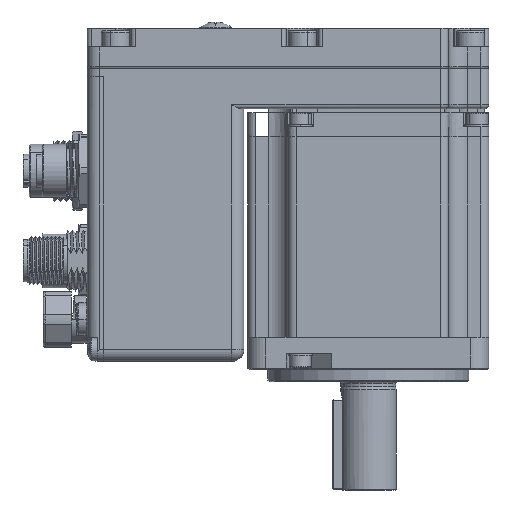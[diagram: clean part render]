
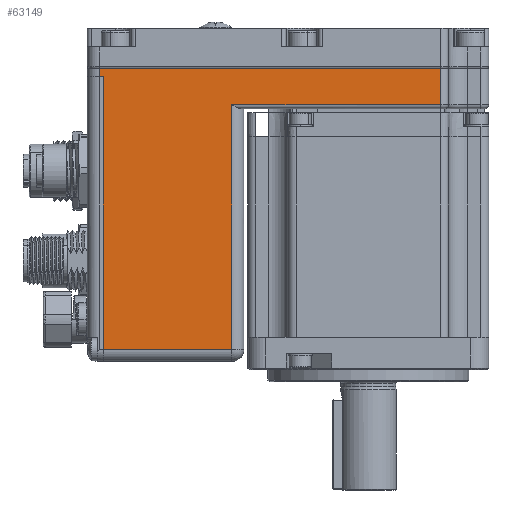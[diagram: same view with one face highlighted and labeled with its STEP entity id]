
A CAD part, front view. The second image highlights one B-rep face of the part: STEP entity #63149.
In plain terms, the highlighted planar face has unit normal (0, -1, 0).
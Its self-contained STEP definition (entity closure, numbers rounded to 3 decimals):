
#193 = CARTESIAN_POINT ( 'NONE',  ( 5.433, -30.734, 103.5 ) ) ;
#775 = EDGE_LOOP ( 'NONE', ( #2897, #24118, #60979, #42207, #27793, #16862, #30706, #61414 ) ) ;
#1072 = VERTEX_POINT ( 'NONE', #88251 ) ;
#1516 = VECTOR ( 'NONE', #27648, 1000. ) ;
#2726 = LINE ( 'NONE', #193, #45637 ) ;
#2897 = ORIENTED_EDGE ( 'NONE', *, *, #43232, .T. ) ;
#4603 = DIRECTION ( 'NONE',  ( 0., 1., 0. ) ) ;
#5398 = CARTESIAN_POINT ( 'NONE',  ( -26.567, -30.734, 101.5 ) ) ;
#7263 = FACE_OUTER_BOUND ( 'NONE', #775, .T. ) ;
#9270 = VERTEX_POINT ( 'NONE', #73246 ) ;
#9788 = EDGE_CURVE ( 'NONE', #56226, #40134, #56815, .T. ) ;
#10455 = DIRECTION ( 'NONE',  ( -1., 0., 0. ) ) ;
#10860 = CARTESIAN_POINT ( 'NONE',  ( 57.433, -30.734, 103.5 ) ) ;
#16862 = ORIENTED_EDGE ( 'NONE', *, *, #61426, .F. ) ;
#20718 = EDGE_CURVE ( 'NONE', #75940, #49915, #34072, .T. ) ;
#21771 = LINE ( 'NONE', #95418, #1516 ) ;
#24118 = ORIENTED_EDGE ( 'NONE', *, *, #42449, .T. ) ;
#25883 = DIRECTION ( 'NONE',  ( 1., 0., 0. ) ) ;
#26830 = CARTESIAN_POINT ( 'NONE',  ( 34.261, -30.734, 101.5 ) ) ;
#27648 = DIRECTION ( 'NONE',  ( 1., 0., 0. ) ) ;
#27793 = ORIENTED_EDGE ( 'NONE', *, *, #76594, .T. ) ;
#27868 = DIRECTION ( 'NONE',  ( 0., 0., 1. ) ) ;
#29657 = VECTOR ( 'NONE', #55351, 1000. ) ;
#30706 = ORIENTED_EDGE ( 'NONE', *, *, #20718, .F. ) ;
#34072 = LINE ( 'NONE', #80647, #93515 ) ;
#35903 = DIRECTION ( 'NONE',  ( 0., 0., 1. ) ) ;
#38686 = EDGE_CURVE ( 'NONE', #9270, #56226, #80824, .T. ) ;
#40134 = VERTEX_POINT ( 'NONE', #97363 ) ;
#40708 = CARTESIAN_POINT ( 'NONE',  ( 5.433, -30.734, 94.5 ) ) ;
#40933 = VECTOR ( 'NONE', #10455, 1000. ) ;
#42207 = ORIENTED_EDGE ( 'NONE', *, *, #38686, .F. ) ;
#42449 = EDGE_CURVE ( 'NONE', #65993, #40134, #87733, .T. ) ;
#43227 = CARTESIAN_POINT ( 'NONE',  ( 69.433, -30.734, 103.5 ) ) ;
#43232 = EDGE_CURVE ( 'NONE', #1072, #65993, #2726, .T. ) ;
#43325 = LINE ( 'NONE', #49484, #57631 ) ;
#45637 = VECTOR ( 'NONE', #63122, 1000. ) ;
#45920 = VERTEX_POINT ( 'NONE', #89174 ) ;
#49484 = CARTESIAN_POINT ( 'NONE',  ( -27.567, -30.734, 103.5 ) ) ;
#49915 = VERTEX_POINT ( 'NONE', #5398 ) ;
#51291 = CARTESIAN_POINT ( 'NONE',  ( -26.567, -30.734, 33.5 ) ) ;
#53247 = VECTOR ( 'NONE', #80352, 1000. ) ;
#55351 = DIRECTION ( 'NONE',  ( 1., 0., 0. ) ) ;
#56226 = VERTEX_POINT ( 'NONE', #85212 ) ;
#56439 = CARTESIAN_POINT ( 'NONE',  ( 9.433, -30.734, 103.5 ) ) ;
#56815 = LINE ( 'NONE', #10860, #53247 ) ;
#57372 = CARTESIAN_POINT ( 'NONE',  ( 69.433, -30.734, 94.5 ) ) ;
#57631 = VECTOR ( 'NONE', #80695, 1000. ) ;
#60979 = ORIENTED_EDGE ( 'NONE', *, *, #9788, .F. ) ;
#61414 = ORIENTED_EDGE ( 'NONE', *, *, #83198, .T. ) ;
#61426 = EDGE_CURVE ( 'NONE', #49915, #45920, #88487, .T. ) ;
#63122 = DIRECTION ( 'NONE',  ( 0., 0., 1. ) ) ;
#63149 = ADVANCED_FACE ( 'NONE', ( #7263 ), #89024, .F. ) ;
#65993 = VERTEX_POINT ( 'NONE', #40708 ) ;
#73246 = CARTESIAN_POINT ( 'NONE',  ( -27.567, -30.734, 103.5 ) ) ;
#75940 = VERTEX_POINT ( 'NONE', #51291 ) ;
#76594 = EDGE_CURVE ( 'NONE', #9270, #45920, #43325, .T. ) ;
#80352 = DIRECTION ( 'NONE',  ( 0., 0., -1. ) ) ;
#80647 = CARTESIAN_POINT ( 'NONE',  ( -26.567, -30.734, 91.5 ) ) ;
#80695 = DIRECTION ( 'NONE',  ( 0., 0., -1. ) ) ;
#80824 = LINE ( 'NONE', #56439, #92782 ) ;
#83198 = EDGE_CURVE ( 'NONE', #75940, #1072, #21771, .T. ) ;
#85212 = CARTESIAN_POINT ( 'NONE',  ( 57.433, -30.734, 103.5 ) ) ;
#87733 = LINE ( 'NONE', #57372, #29657 ) ;
#88251 = CARTESIAN_POINT ( 'NONE',  ( 5.433, -30.734, 33.5 ) ) ;
#88487 = LINE ( 'NONE', #26830, #40933 ) ;
#89024 = PLANE ( 'NONE',  #91580 ) ;
#89174 = CARTESIAN_POINT ( 'NONE',  ( -27.567, -30.734, 101.5 ) ) ;
#91580 = AXIS2_PLACEMENT_3D ( 'NONE', #43227, #4603, #35903 ) ;
#92782 = VECTOR ( 'NONE', #25883, 1000. ) ;
#93515 = VECTOR ( 'NONE', #27868, 1000. ) ;
#95418 = CARTESIAN_POINT ( 'NONE',  ( 5.433, -30.734, 33.5 ) ) ;
#97363 = CARTESIAN_POINT ( 'NONE',  ( 57.433, -30.734, 94.5 ) ) ;
